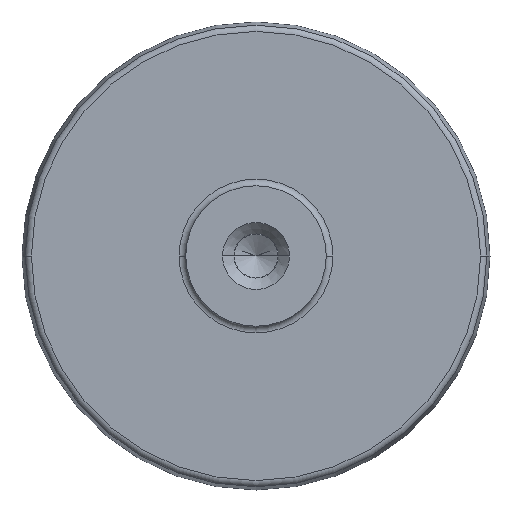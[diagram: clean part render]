
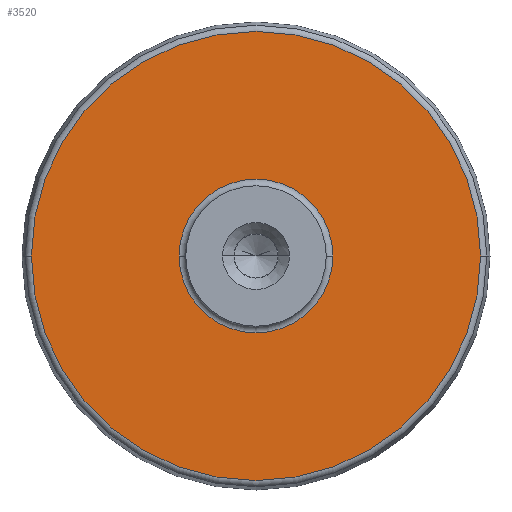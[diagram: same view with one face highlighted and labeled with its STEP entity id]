
A CAD part, front view. The second image highlights one B-rep face of the part: STEP entity #3520.
In plain terms, the highlighted planar face has unit normal (0, -1, 0).
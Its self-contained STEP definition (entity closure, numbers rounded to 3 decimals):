
#3030=CARTESIAN_POINT('',(-16.792,17.3,0.));
#3040=VERTEX_POINT('',#3030);
#3130=CARTESIAN_POINT('',(16.792,17.3,0.));
#3140=VERTEX_POINT('',#3130);
#3170=CARTESIAN_POINT('',(0.,17.3,0.));
#3180=DIRECTION('',(0.,1.,0.));
#3190=DIRECTION('',(1.,0.,0.));
#3200=AXIS2_PLACEMENT_3D('',#3170,#3180,#3190);
#3210=CIRCLE('',#3200,16.792);
#3220=EDGE_CURVE('',#3040,#3140,#3210,.T.);
#3270=CARTESIAN_POINT('',(11.271,17.3,0.));
#3280=DIRECTION('',(0.,-1.,0.));
#3290=DIRECTION('',(1.,0.,0.));
#3300=AXIS2_PLACEMENT_3D('',#3270,#3280,#3290);
#3310=PLANE('',#3300);
#3320=CARTESIAN_POINT('',(0.,17.3,0.));
#3330=DIRECTION('',(0.,1.,0.));
#3340=DIRECTION('',(1.,0.,0.));
#3350=AXIS2_PLACEMENT_3D('',#3320,#3330,#3340);
#3360=CIRCLE('',#3350,5.75);
#3370=CARTESIAN_POINT('',(5.75,17.3,0.));
#3380=VERTEX_POINT('',#3370);
#3390=CARTESIAN_POINT('',(-5.75,17.3,0.));
#3400=VERTEX_POINT('',#3390);
#3410=EDGE_CURVE('',#3380,#3400,#3360,.T.);
#3420=ORIENTED_EDGE('',*,*,#3410,.T.);
#3430=EDGE_CURVE('',#3400,#3380,#3360,.T.);
#3440=ORIENTED_EDGE('',*,*,#3430,.T.);
#3450=EDGE_LOOP('',(#3440,#3420));
#3460=FACE_BOUND('',#3450,.T.);
#3470=EDGE_CURVE('',#3140,#3040,#3210,.T.);
#3480=ORIENTED_EDGE('',*,*,#3470,.F.);
#3490=ORIENTED_EDGE('',*,*,#3220,.F.);
#3500=EDGE_LOOP('',(#3490,#3480));
#3510=FACE_OUTER_BOUND('',#3500,.T.);
#3520=ADVANCED_FACE('',(#3460,#3510),#3310,.T.);
